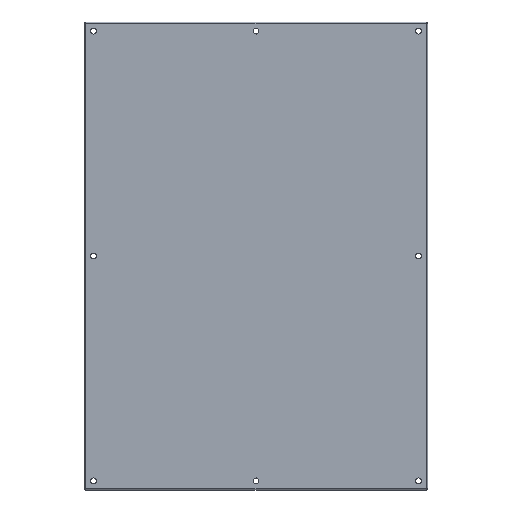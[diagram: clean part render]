
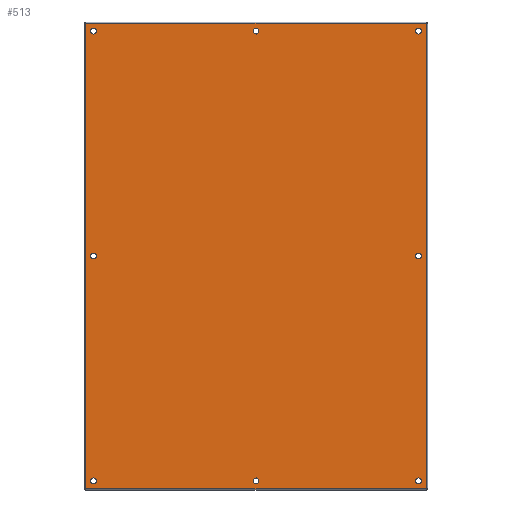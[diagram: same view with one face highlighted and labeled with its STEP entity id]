
A CAD part, top view. The second image highlights one B-rep face of the part: STEP entity #513.
In plain terms, the highlighted planar face has unit normal (0, 0, 1).
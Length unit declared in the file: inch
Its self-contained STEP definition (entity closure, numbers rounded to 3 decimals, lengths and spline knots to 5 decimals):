
#29=LINE($,#816,#61);
#31=LINE($,#824,#63);
#33=LINE($,#832,#65);
#35=LINE($,#841,#67);
#61=VECTOR($,#661,32.75);
#63=VECTOR($,#669,44.75);
#65=VECTOR($,#677,32.75);
#67=VECTOR($,#689,44.75);
#88=PLANE($,#577);
#108=FACE_BOUND($,#190,.T.);
#109=FACE_BOUND($,#191,.T.);
#110=FACE_BOUND($,#192,.T.);
#111=FACE_BOUND($,#193,.T.);
#112=FACE_BOUND($,#194,.T.);
#113=FACE_BOUND($,#195,.T.);
#114=FACE_BOUND($,#196,.T.);
#115=FACE_BOUND($,#197,.T.);
#142=FACE_OUTER_BOUND($,#189,.T.);
#189=EDGE_LOOP($,(#432,#433,#434,#435));
#190=EDGE_LOOP($,(#436));
#191=EDGE_LOOP($,(#437));
#192=EDGE_LOOP($,(#438));
#193=EDGE_LOOP($,(#439));
#194=EDGE_LOOP($,(#440));
#195=EDGE_LOOP($,(#441));
#196=EDGE_LOOP($,(#442));
#197=EDGE_LOOP($,(#443));
#205=CIRCLE($,#524,0.28125);
#207=CIRCLE($,#527,0.28125);
#209=CIRCLE($,#530,0.28125);
#211=CIRCLE($,#533,0.28125);
#213=CIRCLE($,#536,0.28125);
#215=CIRCLE($,#539,0.28125);
#217=CIRCLE($,#542,0.28125);
#219=CIRCLE($,#545,0.28125);
#237=VERTEX_POINT($,#749);
#239=VERTEX_POINT($,#754);
#241=VERTEX_POINT($,#759);
#243=VERTEX_POINT($,#764);
#245=VERTEX_POINT($,#769);
#247=VERTEX_POINT($,#774);
#249=VERTEX_POINT($,#779);
#251=VERTEX_POINT($,#784);
#261=VERTEX_POINT($,#813);
#262=VERTEX_POINT($,#815);
#265=VERTEX_POINT($,#823);
#268=VERTEX_POINT($,#831);
#281=EDGE_CURVE($,#237,#237,#205,.T.);
#283=EDGE_CURVE($,#239,#239,#207,.T.);
#285=EDGE_CURVE($,#241,#241,#209,.T.);
#287=EDGE_CURVE($,#243,#243,#211,.T.);
#289=EDGE_CURVE($,#245,#245,#213,.T.);
#291=EDGE_CURVE($,#247,#247,#215,.T.);
#293=EDGE_CURVE($,#249,#249,#217,.T.);
#295=EDGE_CURVE($,#251,#251,#219,.T.);
#309=EDGE_CURVE($,#261,#262,#29,.T.);
#313=EDGE_CURVE($,#262,#265,#31,.T.);
#317=EDGE_CURVE($,#265,#268,#33,.T.);
#322=EDGE_CURVE($,#268,#261,#35,.T.);
#432=ORIENTED_EDGE($,*,*,#309,.F.);
#433=ORIENTED_EDGE($,*,*,#322,.F.);
#434=ORIENTED_EDGE($,*,*,#317,.F.);
#435=ORIENTED_EDGE($,*,*,#313,.F.);
#436=ORIENTED_EDGE($,*,*,#281,.T.);
#437=ORIENTED_EDGE($,*,*,#283,.T.);
#438=ORIENTED_EDGE($,*,*,#285,.T.);
#439=ORIENTED_EDGE($,*,*,#287,.T.);
#440=ORIENTED_EDGE($,*,*,#289,.T.);
#441=ORIENTED_EDGE($,*,*,#291,.T.);
#442=ORIENTED_EDGE($,*,*,#293,.T.);
#443=ORIENTED_EDGE($,*,*,#295,.T.);
#513=ADVANCED_FACE($,(#142,#108,#109,#110,#111,#112,#113,#114,#115),#88,
 .T.);
#524=AXIS2_PLACEMENT_3D($,#750,#591,#592);
#527=AXIS2_PLACEMENT_3D($,#755,#597,#598);
#530=AXIS2_PLACEMENT_3D($,#760,#603,#604);
#533=AXIS2_PLACEMENT_3D($,#765,#609,#610);
#536=AXIS2_PLACEMENT_3D($,#770,#615,#616);
#539=AXIS2_PLACEMENT_3D($,#775,#621,#622);
#542=AXIS2_PLACEMENT_3D($,#780,#627,#628);
#545=AXIS2_PLACEMENT_3D($,#785,#633,#634);
#577=AXIS2_PLACEMENT_3D($,#869,#724,#725);
#591=DIRECTION('center_axis',(0.,0.,-1.));
#592=DIRECTION('ref_axis',(1.,0.,0.));
#597=DIRECTION('center_axis',(0.,0.,-1.));
#598=DIRECTION('ref_axis',(1.,0.,0.));
#603=DIRECTION('center_axis',(0.,0.,-1.));
#604=DIRECTION('ref_axis',(1.,0.,0.));
#609=DIRECTION('center_axis',(0.,0.,-1.));
#610=DIRECTION('ref_axis',(1.,0.,0.));
#615=DIRECTION('center_axis',(0.,0.,-1.));
#616=DIRECTION('ref_axis',(1.,0.,0.));
#621=DIRECTION('center_axis',(0.,0.,-1.));
#622=DIRECTION('ref_axis',(1.,0.,0.));
#627=DIRECTION('center_axis',(0.,0.,-1.));
#628=DIRECTION('ref_axis',(1.,0.,0.));
#633=DIRECTION('center_axis',(0.,0.,-1.));
#634=DIRECTION('ref_axis',(1.,0.,0.));
#661=DIRECTION($,(-1.,0.,0.));
#669=DIRECTION($,(0.,1.,0.));
#677=DIRECTION($,(1.,0.,0.));
#689=DIRECTION($,(0.,-1.,0.));
#724=DIRECTION('center_axis',(0.,0.,1.));
#725=DIRECTION('ref_axis',(1.,0.,0.));
#749=CARTESIAN_POINT('',(0.28125,-21.625,0.5));
#750=CARTESIAN_POINT('Origin',(0.,-21.625,0.5));
#754=CARTESIAN_POINT('',(0.28125,21.625,0.5));
#755=CARTESIAN_POINT('Origin',(0.,21.625,0.5));
#759=CARTESIAN_POINT('',(15.90625,21.625,0.5));
#760=CARTESIAN_POINT('Origin',(15.625,21.625,0.5));
#764=CARTESIAN_POINT('',(15.90625,0.,0.5));
#765=CARTESIAN_POINT('Origin',(15.625,0.,0.5));
#769=CARTESIAN_POINT('',(15.90625,-21.625,0.5));
#770=CARTESIAN_POINT('Origin',(15.625,-21.625,0.5));
#774=CARTESIAN_POINT('',(-15.34375,-21.625,0.5));
#775=CARTESIAN_POINT('Origin',(-15.625,-21.625,0.5));
#779=CARTESIAN_POINT('',(-15.34375,0.,0.5));
#780=CARTESIAN_POINT('Origin',(-15.625,0.,0.5));
#784=CARTESIAN_POINT('',(-15.34375,21.625,0.5));
#785=CARTESIAN_POINT('Origin',(-15.625,21.625,0.5));
#813=CARTESIAN_POINT('',(16.375,-22.375,0.5));
#815=CARTESIAN_POINT('',(-16.375,-22.375,0.5));
#816=CARTESIAN_POINT($,(16.375,-22.375,0.5));
#823=CARTESIAN_POINT('',(-16.375,22.375,0.5));
#824=CARTESIAN_POINT($,(-16.375,-22.375,0.5));
#831=CARTESIAN_POINT('',(16.375,22.375,0.5));
#832=CARTESIAN_POINT($,(-16.375,22.375,0.5));
#841=CARTESIAN_POINT($,(16.375,22.375,0.5));
#869=CARTESIAN_POINT('Origin',(0.,0.,0.5));
